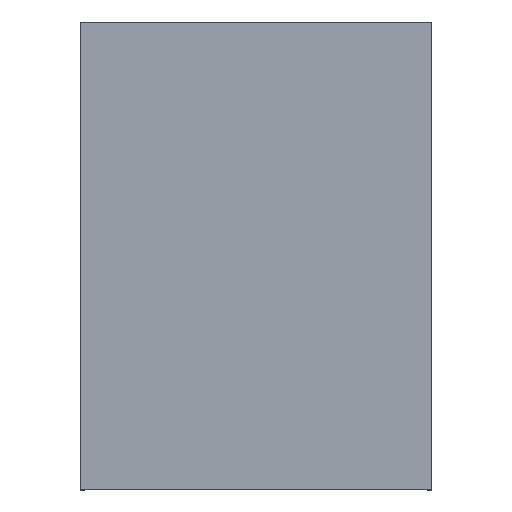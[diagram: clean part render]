
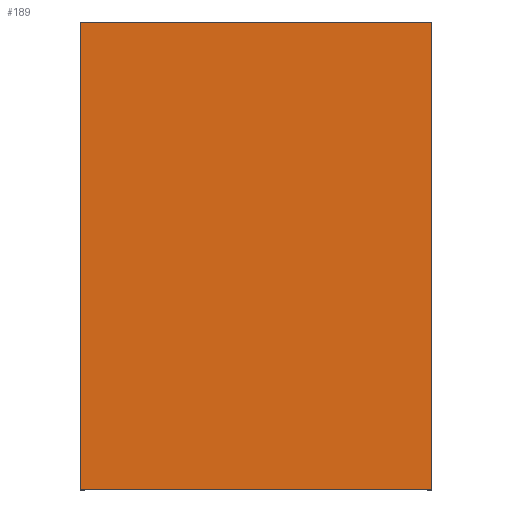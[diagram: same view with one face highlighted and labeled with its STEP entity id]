
A CAD part, top view. The second image highlights one B-rep face of the part: STEP entity #189.
In plain terms, the highlighted planar face has unit normal (0, 0, 1).
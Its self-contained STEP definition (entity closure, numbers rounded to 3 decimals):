
#23=FACE_OUTER_BOUND('',#33,.T.);
#33=EDGE_LOOP('',(#166,#167,#168,#169));
#51=LINE('',#287,#75);
#53=LINE('',#291,#77);
#55=LINE('',#295,#79);
#57=LINE('',#298,#81);
#75=VECTOR('',#234,333.913);
#77=VECTOR('',#238,251.);
#79=VECTOR('',#242,333.913);
#81=VECTOR('',#246,251.);
#94=VERTEX_POINT('',#284);
#95=VERTEX_POINT('',#286);
#96=VERTEX_POINT('',#290);
#97=VERTEX_POINT('',#294);
#115=EDGE_CURVE('',#95,#94,#51,.T.);
#117=EDGE_CURVE('',#96,#95,#53,.T.);
#119=EDGE_CURVE('',#97,#96,#55,.T.);
#121=EDGE_CURVE('',#94,#97,#57,.T.);
#166=ORIENTED_EDGE('',*,*,#121,.T.);
#167=ORIENTED_EDGE('',*,*,#119,.T.);
#168=ORIENTED_EDGE('',*,*,#117,.T.);
#169=ORIENTED_EDGE('',*,*,#115,.T.);
#179=PLANE('',#202);
#189=ADVANCED_FACE('',(#23),#179,.T.);
#202=AXIS2_PLACEMENT_3D('',#299,#247,#248);
#234=DIRECTION('',(0.,-1.,0.));
#238=DIRECTION('',(-1.,0.,0.));
#242=DIRECTION('',(0.,1.,0.));
#246=DIRECTION('',(1.,0.,0.));
#247=DIRECTION('center_axis',(0.,0.,1.));
#248=DIRECTION('ref_axis',(1.,0.,0.));
#284=CARTESIAN_POINT('',(-125.5,-166.956,3.15));
#286=CARTESIAN_POINT('',(-125.5,166.956,3.15));
#287=CARTESIAN_POINT('',(-125.5,166.956,3.15));
#290=CARTESIAN_POINT('',(125.5,166.956,3.15));
#291=CARTESIAN_POINT('',(125.5,166.956,3.15));
#294=CARTESIAN_POINT('',(125.5,-166.956,3.15));
#295=CARTESIAN_POINT('',(125.5,-166.956,3.15));
#298=CARTESIAN_POINT('',(-125.5,-166.956,3.15));
#299=CARTESIAN_POINT('Origin',(0.,0.,3.15));
